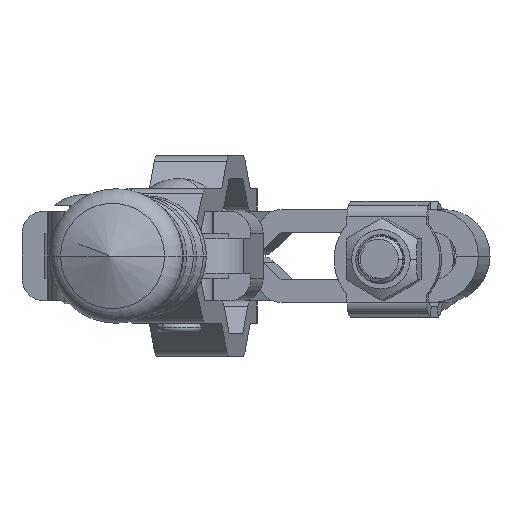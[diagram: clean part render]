
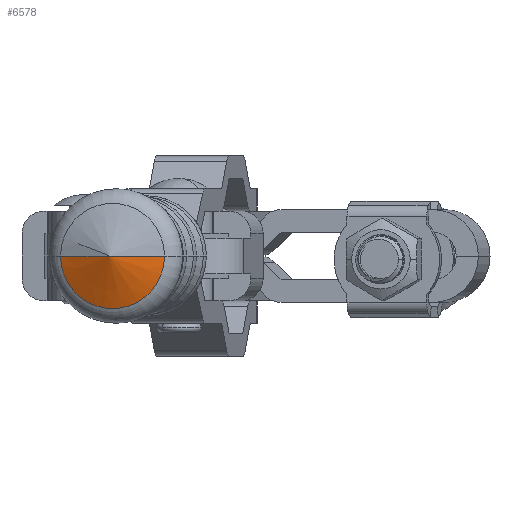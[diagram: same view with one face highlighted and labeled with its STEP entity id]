
A CAD part, left-side view. The second image highlights one B-rep face of the part: STEP entity #6578.
In plain terms, the highlighted conical face has half-angle 69.671 degrees and reference radius 7.034 mm.
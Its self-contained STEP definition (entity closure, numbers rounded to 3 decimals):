
#428 = CARTESIAN_POINT ( 'NONE',  ( -35.548, 7.034, 0. ) ) ;
#779 = VERTEX_POINT ( 'NONE', #428 ) ;
#3405 = AXIS2_PLACEMENT_3D ( 'NONE', #29392, #15578, #7508 ) ;
#4386 = CARTESIAN_POINT ( 'NONE',  ( -35.548, -7.034, 0. ) ) ;
#4517 = EDGE_CURVE ( 'NONE', #24617, #779, #30024, .T. ) ;
#6546 = CARTESIAN_POINT ( 'NONE',  ( -35.548, 0., 0. ) ) ;
#6578 = ADVANCED_FACE ( 'NONE', ( #14223 ), #33381, .T. ) ;
#7508 = DIRECTION ( 'NONE',  ( 0., 1., 0. ) ) ;
#9122 = LINE ( 'NONE', #4386, #30064 ) ;
#9294 = DIRECTION ( 'NONE',  ( 0., -1., 0. ) ) ;
#11516 = CARTESIAN_POINT ( 'NONE',  ( -35.548, 7.034, 0. ) ) ;
#13045 = EDGE_LOOP ( 'NONE', ( #26996, #33056, #24564 ) ) ;
#14223 = FACE_OUTER_BOUND ( 'NONE', #13045, .T. ) ;
#14615 = LINE ( 'NONE', #11516, #20150 ) ;
#15260 = VERTEX_POINT ( 'NONE', #27139 ) ;
#15578 = DIRECTION ( 'NONE',  ( 1., 0., 0. ) ) ;
#17117 = EDGE_CURVE ( 'NONE', #15260, #779, #14615, .T. ) ;
#19638 = CARTESIAN_POINT ( 'NONE',  ( -35.548, -7.034, 0. ) ) ;
#20150 = VECTOR ( 'NONE', #22407, 1000. ) ;
#20937 = DIRECTION ( 'NONE',  ( 0.347, -0.938, 0. ) ) ;
#22407 = DIRECTION ( 'NONE',  ( 0.347, 0.938, 0. ) ) ;
#24564 = ORIENTED_EDGE ( 'NONE', *, *, #4517, .T. ) ;
#24617 = VERTEX_POINT ( 'NONE', #19638 ) ;
#25710 = DIRECTION ( 'NONE',  ( -1., 0., 0. ) ) ;
#25867 = AXIS2_PLACEMENT_3D ( 'NONE', #6546, #25710, #9294 ) ;
#26996 = ORIENTED_EDGE ( 'NONE', *, *, #17117, .F. ) ;
#27139 = CARTESIAN_POINT ( 'NONE',  ( -38.154, 0., 0. ) ) ;
#28798 = EDGE_CURVE ( 'NONE', #15260, #24617, #9122, .T. ) ;
#29392 = CARTESIAN_POINT ( 'NONE',  ( -35.548, 0., 0. ) ) ;
#30024 = CIRCLE ( 'NONE', #25867, 7.034 ) ;
#30064 = VECTOR ( 'NONE', #20937, 1000. ) ;
#33056 = ORIENTED_EDGE ( 'NONE', *, *, #28798, .T. ) ;
#33381 = CONICAL_SURFACE ( 'NONE', #3405, 7.034, 1.216 ) ;
